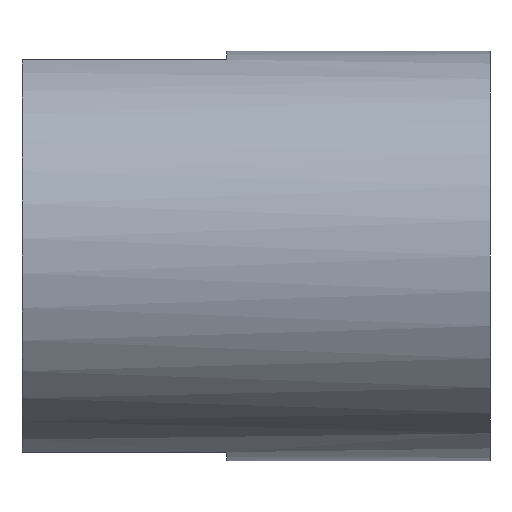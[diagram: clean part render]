
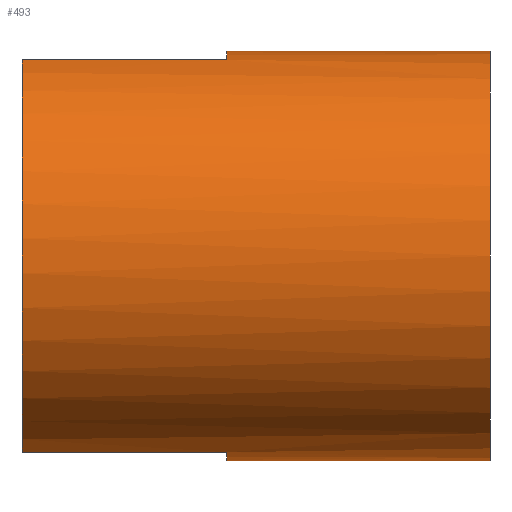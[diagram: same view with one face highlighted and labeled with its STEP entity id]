
A CAD part, left-side view. The second image highlights one B-rep face of the part: STEP entity #493.
In plain terms, the highlighted cylindrical face has radius 3.5 mm (diameter 7 mm), a partial arc.
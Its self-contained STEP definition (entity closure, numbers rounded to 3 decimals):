
#4 = ORIENTED_EDGE ( 'NONE', *, *, #141, .F. ) ;
#19 = VERTEX_POINT ( 'NONE', #385 ) ;
#23 = EDGE_LOOP ( 'NONE', ( #175, #524, #89, #577, #379, #4, #64, #87 ) ) ;
#28 = CIRCLE ( 'NONE', #388, 3.5 ) ;
#40 = CARTESIAN_POINT ( 'NONE',  ( 0., 4.5, 0. ) ) ;
#45 = CARTESIAN_POINT ( 'NONE',  ( 0., 0., -3.5 ) ) ;
#46 = LINE ( 'NONE', #100, #578 ) ;
#61 = DIRECTION ( 'NONE',  ( 0., -1., 0. ) ) ;
#64 = ORIENTED_EDGE ( 'NONE', *, *, #386, .T. ) ;
#87 = ORIENTED_EDGE ( 'NONE', *, *, #163, .T. ) ;
#89 = ORIENTED_EDGE ( 'NONE', *, *, #484, .T. ) ;
#92 = LINE ( 'NONE', #350, #122 ) ;
#93 = AXIS2_PLACEMENT_3D ( 'NONE', #40, #498, #449 ) ;
#100 = CARTESIAN_POINT ( 'NONE',  ( -1., 8., -3.354 ) ) ;
#112 = EDGE_CURVE ( 'NONE', #19, #297, #279, .T. ) ;
#114 = CARTESIAN_POINT ( 'NONE',  ( 0., 8., 0. ) ) ;
#122 = VECTOR ( 'NONE', #148, 1000. ) ;
#125 = CARTESIAN_POINT ( 'NONE',  ( 0., 4.5, 0. ) ) ;
#141 = EDGE_CURVE ( 'NONE', #612, #512, #150, .T. ) ;
#144 = DIRECTION ( 'NONE',  ( 0., 0., 1. ) ) ;
#148 = DIRECTION ( 'NONE',  ( 0., 1., 0. ) ) ;
#150 = CIRCLE ( 'NONE', #293, 3.5 ) ;
#163 = EDGE_CURVE ( 'NONE', #480, #297, #28, .T. ) ;
#175 = ORIENTED_EDGE ( 'NONE', *, *, #112, .F. ) ;
#176 = EDGE_CURVE ( 'NONE', #420, #19, #285, .T. ) ;
#200 = DIRECTION ( 'NONE',  ( 0., 0., -1. ) ) ;
#230 = CARTESIAN_POINT ( 'NONE',  ( -1., 4.5, 3.354 ) ) ;
#251 = EDGE_CURVE ( 'NONE', #440, #512, #46, .T. ) ;
#252 = CARTESIAN_POINT ( 'NONE',  ( -1., 8., -3.354 ) ) ;
#256 = CARTESIAN_POINT ( 'NONE',  ( 0., 8., 0. ) ) ;
#279 = LINE ( 'NONE', #623, #463 ) ;
#285 = CIRCLE ( 'NONE', #93, 3.5 ) ;
#291 = VERTEX_POINT ( 'NONE', #503 ) ;
#293 = AXIS2_PLACEMENT_3D ( 'NONE', #125, #332, #525 ) ;
#296 = CYLINDRICAL_SURFACE ( 'NONE', #349, 3.5 ) ;
#297 = VERTEX_POINT ( 'NONE', #599 ) ;
#332 = DIRECTION ( 'NONE',  ( 0., 1., 0. ) ) ;
#349 = AXIS2_PLACEMENT_3D ( 'NONE', #256, #408, #200 ) ;
#350 = CARTESIAN_POINT ( 'NONE',  ( -1., 8., 3.354 ) ) ;
#368 = DIRECTION ( 'NONE',  ( 0., -1., 0. ) ) ;
#369 = CARTESIAN_POINT ( 'NONE',  ( 0., 4.5, -3.5 ) ) ;
#370 = EDGE_CURVE ( 'NONE', #440, #291, #497, .T. ) ;
#379 = ORIENTED_EDGE ( 'NONE', *, *, #251, .T. ) ;
#385 = CARTESIAN_POINT ( 'NONE',  ( 0., 4.5, 3.5 ) ) ;
#386 = EDGE_CURVE ( 'NONE', #612, #480, #414, .T. ) ;
#388 = AXIS2_PLACEMENT_3D ( 'NONE', #396, #398, #144 ) ;
#396 = CARTESIAN_POINT ( 'NONE',  ( 0., 0., 0. ) ) ;
#398 = DIRECTION ( 'NONE',  ( 0., 1., 0. ) ) ;
#408 = DIRECTION ( 'NONE',  ( 0., -1., 0. ) ) ;
#414 = LINE ( 'NONE', #609, #632 ) ;
#420 = VERTEX_POINT ( 'NONE', #230 ) ;
#440 = VERTEX_POINT ( 'NONE', #252 ) ;
#447 = FACE_OUTER_BOUND ( 'NONE', #23, .T. ) ;
#449 = DIRECTION ( 'NONE',  ( 0., 0., 1. ) ) ;
#463 = VECTOR ( 'NONE', #61, 1000. ) ;
#470 = CARTESIAN_POINT ( 'NONE',  ( -1., 4.5, -3.354 ) ) ;
#478 = AXIS2_PLACEMENT_3D ( 'NONE', #114, #518, #508 ) ;
#480 = VERTEX_POINT ( 'NONE', #45 ) ;
#484 = EDGE_CURVE ( 'NONE', #420, #291, #92, .T. ) ;
#493 = ADVANCED_FACE ( 'NONE', ( #447 ), #296, .T. ) ;
#497 = CIRCLE ( 'NONE', #478, 3.5 ) ;
#498 = DIRECTION ( 'NONE',  ( 0., 1., 0. ) ) ;
#503 = CARTESIAN_POINT ( 'NONE',  ( -1., 8., 3.354 ) ) ;
#508 = DIRECTION ( 'NONE',  ( 0., 0., 1. ) ) ;
#512 = VERTEX_POINT ( 'NONE', #470 ) ;
#518 = DIRECTION ( 'NONE',  ( 0., 1., 0. ) ) ;
#524 = ORIENTED_EDGE ( 'NONE', *, *, #176, .F. ) ;
#525 = DIRECTION ( 'NONE',  ( 0., 0., 1. ) ) ;
#577 = ORIENTED_EDGE ( 'NONE', *, *, #370, .F. ) ;
#578 = VECTOR ( 'NONE', #657, 1000. ) ;
#599 = CARTESIAN_POINT ( 'NONE',  ( 0., 0., 3.5 ) ) ;
#609 = CARTESIAN_POINT ( 'NONE',  ( 0., 8., -3.5 ) ) ;
#612 = VERTEX_POINT ( 'NONE', #369 ) ;
#623 = CARTESIAN_POINT ( 'NONE',  ( 0., 8., 3.5 ) ) ;
#632 = VECTOR ( 'NONE', #368, 1000. ) ;
#657 = DIRECTION ( 'NONE',  ( 0., -1., 0. ) ) ;
